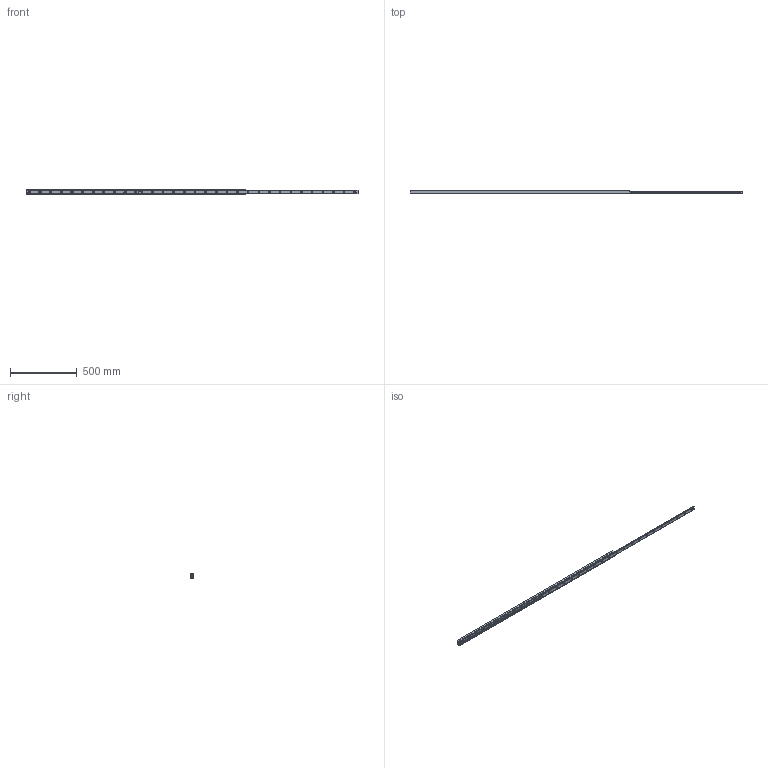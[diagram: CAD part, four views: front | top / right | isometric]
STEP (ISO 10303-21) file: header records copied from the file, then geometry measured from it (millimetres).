
FILE_DESCRIPTION((''),'2;1');
FILE_NAME('LCAE 43-1650.stp','2016-01-13T14:26:51',('MRathmann'),(''),'Autodesk Inventor 2012','Autodesk Inventor 2012','');
FILE_SCHEMA(('CONFIG_CONTROL_DESIGN'));
Length unit declared in the file: millimetre
Products named in the file (7): LCAE 43-1650.iam (Detailgenauigkeit1); LCM 43-1650; LLMG 43-1650; KF.LCA 43-0805.GZ; + AS.L 43; + VKB.L 43 6x13,5; + VKB.L 43 M6x4
Assembly tree (8 placements, depth 2):
  LCAE 43-1650.iam (Detailgenauigkeit1)
    LCM 43-1650
    LLMG 43-1650
    KF.LCA 43-0805.GZ
    + AS.L 43  x2
    + VKB.L 43 6x13,5  x2
    + VKB.L 43 M6x4
Bounding box: 2495 x 22 x 43 mm (x, y, z)
Volume: 1090905.9 mm3; surface area: 489963.5 mm2
Topology: 8 solids, 8 shells, 250 faces, 634 edges, 402 vertices
Faces by surface type: cylinder 102, plane 101, cone 47
Full cylindrical faces by diameter (mm): 4.917 x2, 5.8 x2, 6 x7, 6.647 x21, 7 x2, 8.5 x21
Entity records: 6907 total; most frequent: DIRECTION 1220, CARTESIAN_POINT 1111, ORIENTED_EDGE 986, EDGE_CURVE 493, AXIS2_PLACEMENT_3D 484, EDGE_LOOP 422, VERTEX_POINT 375, VECTOR 252
